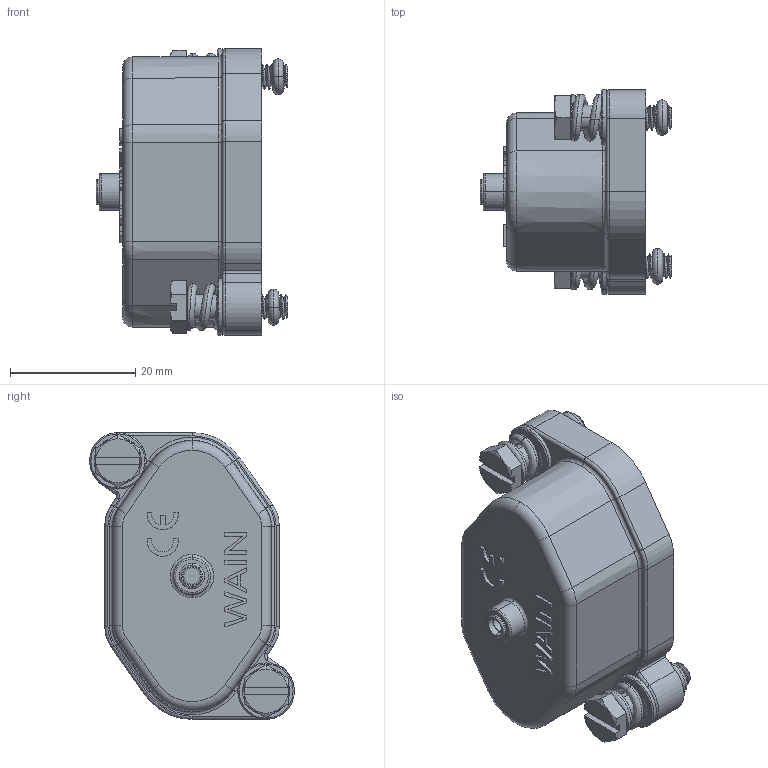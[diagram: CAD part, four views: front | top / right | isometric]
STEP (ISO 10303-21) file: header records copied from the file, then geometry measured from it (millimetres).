
FILE_DESCRIPTION(/* description */ (''),/* implementation_level */ '2;1');
FILE_NAME(/* name */ '3D_1130030208103_HP3A_H-MCV-2S_V1.1.STP',/* time_stamp */ '2023-12-07T20:04:04+08:00',/* author */ (''),/* organization */ (''),/* preprocessor_version */ 'ST-DEVELOPER v18.1',/* originating_system */ 'SIEMENS PLM Software NX 1980',/* authorisation */ '');
FILE_SCHEMA (('AP203_CONFIGURATION_CONTROLLED_3D_DESIGN_OF_MECHANICAL_PARTS_AND_ASSEMBLIES_MIM_LF { 1 0 10303 403 2 1 2}'));
Length unit declared in the file: millimetre
Products named in the file (1): temp2
Bounding box: 30.6 x 32.63 x 45.73 mm (x, y, z)
Volume: 6697.8 mm3; surface area: 8632.6 mm2
Topology: 9 solids, 9 shells, 420 faces, 1034 edges, 643 vertices
Faces by surface type: plane 144, cylinder 135, torus 71, cone 38, bspline 24, extrusion 8
Entity records: 19032 total; most frequent: CARTESIAN_POINT 9471, ORIENTED_EDGE 2068, DIRECTION 1800, EDGE_CURVE 1034, AXIS2_PLACEMENT_3D 689, VERTEX_POINT 643, EDGE_LOOP 441, VECTOR 422
